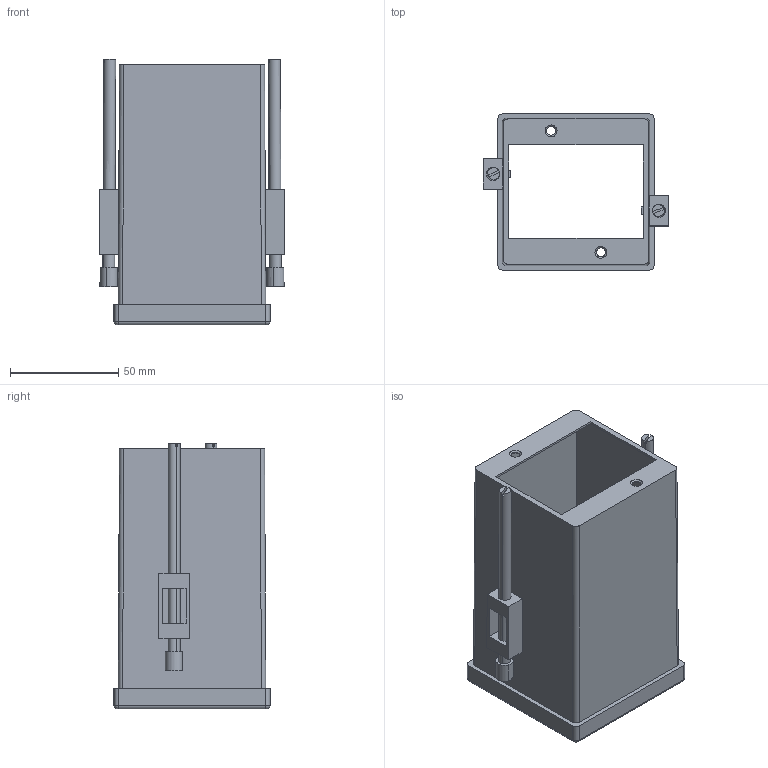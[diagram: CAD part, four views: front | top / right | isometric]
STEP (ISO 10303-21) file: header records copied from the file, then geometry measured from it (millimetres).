
FILE_DESCRIPTION (( 'STEP AP214' ), '1' );
FILE_NAME ('IC-072-02.STEP', '2022-01-24T12:56:30', ( '' ), ( '' ), 'SwSTEP 2.0', 'SolidWorks 2017', '' );
FILE_SCHEMA (( 'AUTOMOTIVE_DESIGN' ));
Length unit declared in the file: millimetre
Products named in the file (13): Clamp-110; Clamp-Plastic-2; Clamp-Metal-110; IC-072-Case; Clamp-Plastic-1; IC-072-02
Assembly tree (6 placements, depth 3):
  Clamp-Plastic-2
  Clamp-Metal-110
  Clamp-Plastic-2
  Clamp-Plastic-1
  IC-072-Case
Bounding box: 85.79 x 72 x 122.53 mm (x, y, z)
Volume: 59272.1 mm3; surface area: 76408.6 mm2
Topology: 7 solids, 7 shells, 147 faces, 372 edges, 244 vertices
Faces by surface type: plane 103, cylinder 36, cone 4, torus 4
Entity records: 3527 total; most frequent: CARTESIAN_POINT 587, DIRECTION 552, ORIENTED_EDGE 540, EDGE_CURVE 270, VECTOR 206, LINE 206, VERTEX_POINT 176, AXIS2_PLACEMENT_3D 173
